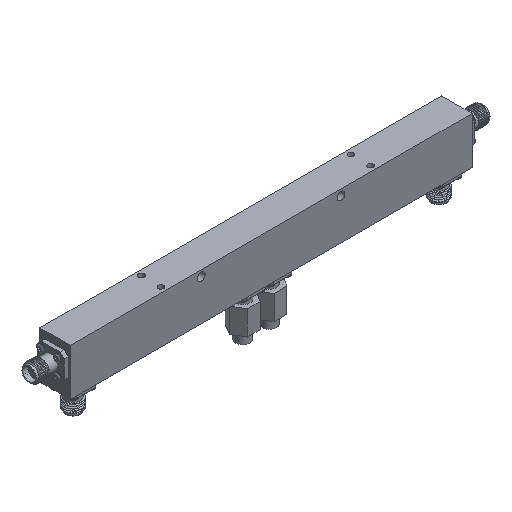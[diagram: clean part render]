
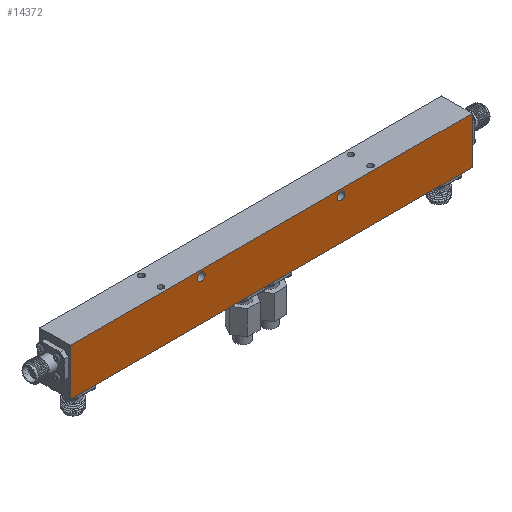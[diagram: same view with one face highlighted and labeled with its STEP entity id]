
A CAD part, isometric view. The second image highlights one B-rep face of the part: STEP entity #14372.
In plain terms, the highlighted planar face has unit normal (0, -1, 0).
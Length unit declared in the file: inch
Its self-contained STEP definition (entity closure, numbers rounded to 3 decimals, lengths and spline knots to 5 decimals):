
#119 = FACE_OUTER_BOUND ( 'NONE', #47522, .T. ) ;
#5864 = VERTEX_POINT ( 'NONE', #38660 ) ;
#6714 = EDGE_CURVE ( 'NONE', #79695, #43738, #24006, .T. ) ;
#9416 = ORIENTED_EDGE ( 'NONE', *, *, #6714, .F. ) ;
#11065 = DIRECTION ( 'NONE',  ( 0., 0., -1. ) ) ;
#14319 = ORIENTED_EDGE ( 'NONE', *, *, #70539, .F. ) ;
#14372 = ADVANCED_FACE ( 'NONE', ( #53026, #60087, #119 ), #61341, .F. ) ;
#14382 = VERTEX_POINT ( 'NONE', #54299 ) ;
#14522 = VERTEX_POINT ( 'NONE', #50165 ) ;
#15660 = DIRECTION ( 'NONE',  ( -1., 0., 0. ) ) ;
#15720 = LINE ( 'NONE', #21454, #23131 ) ;
#16141 = AXIS2_PLACEMENT_3D ( 'NONE', #28574, #76166, #83186 ) ;
#17997 = DIRECTION ( 'NONE',  ( 0., 1., 0. ) ) ;
#18006 = CARTESIAN_POINT ( 'NONE',  ( -1., -0.21654, 0.30512 ) ) ;
#21454 = CARTESIAN_POINT ( 'NONE',  ( -2.87402, -0.21654, 0.33465 ) ) ;
#23131 = VECTOR ( 'NONE', #35584, 39.37008 ) ;
#24006 = LINE ( 'NONE', #77793, #70685 ) ;
#25293 = LINE ( 'NONE', #52146, #59515 ) ;
#28574 = CARTESIAN_POINT ( 'NONE',  ( -1., -0.21654, 0.25 ) ) ;
#29467 = CARTESIAN_POINT ( 'NONE',  ( -2.87402, -0.21654, -0.33465 ) ) ;
#29500 = AXIS2_PLACEMENT_3D ( 'NONE', #53454, #34121, #54740 ) ;
#29575 = EDGE_CURVE ( 'NONE', #43738, #5864, #25293, .T. ) ;
#30369 = EDGE_LOOP ( 'NONE', ( #38795 ) ) ;
#34121 = DIRECTION ( 'NONE',  ( 0., 1., 0. ) ) ;
#35584 = DIRECTION ( 'NONE',  ( 1., 0., 0. ) ) ;
#37869 = CARTESIAN_POINT ( 'NONE',  ( 1., -0.21654, 0.25 ) ) ;
#37898 = EDGE_LOOP ( 'NONE', ( #84266 ) ) ;
#38660 = CARTESIAN_POINT ( 'NONE',  ( -2.87402, -0.21654, 0.33465 ) ) ;
#38795 = ORIENTED_EDGE ( 'NONE', *, *, #76561, .T. ) ;
#39065 = CIRCLE ( 'NONE', #41870, 0.05512 ) ;
#41870 = AXIS2_PLACEMENT_3D ( 'NONE', #37869, #17997, #60144 ) ;
#43738 = VERTEX_POINT ( 'NONE', #29467 ) ;
#44647 = LINE ( 'NONE', #52075, #45724 ) ;
#45724 = VECTOR ( 'NONE', #11065, 39.37008 ) ;
#47111 = CIRCLE ( 'NONE', #16141, 0.05512 ) ;
#47522 = EDGE_LOOP ( 'NONE', ( #85416, #9416, #14319, #56841 ) ) ;
#50165 = CARTESIAN_POINT ( 'NONE',  ( 1., -0.21654, 0.30512 ) ) ;
#52075 = CARTESIAN_POINT ( 'NONE',  ( 2.87402, -0.21654, -0.33465 ) ) ;
#52146 = CARTESIAN_POINT ( 'NONE',  ( -2.87402, -0.21654, -0.33465 ) ) ;
#53026 = FACE_BOUND ( 'NONE', #30369, .T. ) ;
#53454 = CARTESIAN_POINT ( 'NONE',  ( 0., -0.21654, 0. ) ) ;
#54299 = CARTESIAN_POINT ( 'NONE',  ( 2.87402, -0.21654, 0.33465 ) ) ;
#54740 = DIRECTION ( 'NONE',  ( 0., 0., 1. ) ) ;
#56841 = ORIENTED_EDGE ( 'NONE', *, *, #64688, .F. ) ;
#59515 = VECTOR ( 'NONE', #70296, 39.37008 ) ;
#60087 = FACE_BOUND ( 'NONE', #37898, .T. ) ;
#60144 = DIRECTION ( 'NONE',  ( 0., 0., 1. ) ) ;
#61341 = PLANE ( 'NONE',  #29500 ) ;
#64688 = EDGE_CURVE ( 'NONE', #5864, #14382, #15720, .T. ) ;
#65438 = EDGE_CURVE ( 'NONE', #14522, #14522, #39065, .T. ) ;
#70296 = DIRECTION ( 'NONE',  ( 0., 0., 1. ) ) ;
#70539 = EDGE_CURVE ( 'NONE', #14382, #79695, #44647, .T. ) ;
#70685 = VECTOR ( 'NONE', #15660, 39.37008 ) ;
#71872 = CARTESIAN_POINT ( 'NONE',  ( 2.87402, -0.21654, -0.33465 ) ) ;
#76166 = DIRECTION ( 'NONE',  ( 0., 1., 0. ) ) ;
#76561 = EDGE_CURVE ( 'NONE', #78400, #78400, #47111, .T. ) ;
#77793 = CARTESIAN_POINT ( 'NONE',  ( -2.87402, -0.21654, -0.33465 ) ) ;
#78400 = VERTEX_POINT ( 'NONE', #18006 ) ;
#79695 = VERTEX_POINT ( 'NONE', #71872 ) ;
#83186 = DIRECTION ( 'NONE',  ( 0., 0., 1. ) ) ;
#84266 = ORIENTED_EDGE ( 'NONE', *, *, #65438, .T. ) ;
#85416 = ORIENTED_EDGE ( 'NONE', *, *, #29575, .F. ) ;
